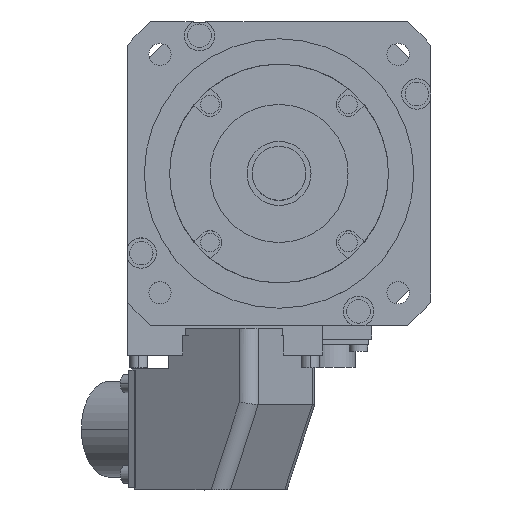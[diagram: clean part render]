
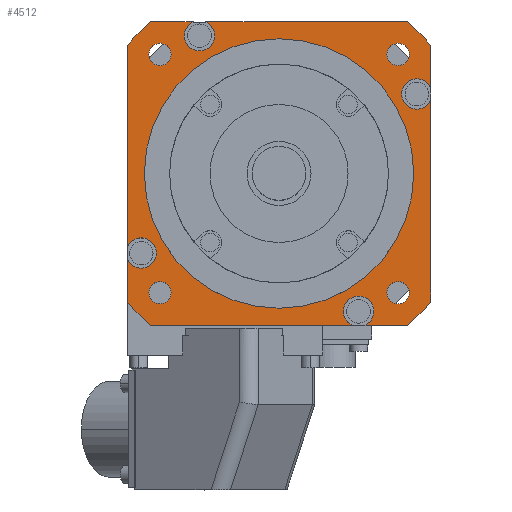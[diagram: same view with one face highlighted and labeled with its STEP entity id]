
A CAD part, top view. The second image highlights one B-rep face of the part: STEP entity #4512.
In plain terms, the highlighted planar face has unit normal (0, 0, 1).
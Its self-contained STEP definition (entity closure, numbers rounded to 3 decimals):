
#22=CARTESIAN_POINT('',(-40.92,-23.625,0.));
#23=DIRECTION('',(0.,0.,1.));
#24=DIRECTION('',(-0.907,-0.422,0.));
#25=AXIS2_PLACEMENT_3D('',#22,#23,#24);
#27=CARTESIAN_POINT('',(0.,0.,0.));
#28=DIRECTION('',(0.,0.,-1.));
#29=DIRECTION('',(-0.763,0.647,0.));
#30=AXIS2_PLACEMENT_3D('',#27,#28,#29);
#32=CARTESIAN_POINT('',(-23.625,40.92,0.));
#33=DIRECTION('',(0.,0.,1.));
#34=DIRECTION('',(-0.422,0.907,0.));
#35=AXIS2_PLACEMENT_3D('',#32,#33,#34);
#37=CARTESIAN_POINT('',(0.,0.,0.));
#38=DIRECTION('',(0.,0.,-1.));
#39=DIRECTION('',(0.647,0.763,0.));
#40=AXIS2_PLACEMENT_3D('',#37,#38,#39);
#42=CARTESIAN_POINT('',(40.92,23.625,0.));
#43=DIRECTION('',(0.,0.,1.));
#44=DIRECTION('',(0.907,0.422,0.));
#45=AXIS2_PLACEMENT_3D('',#42,#43,#44);
#47=CARTESIAN_POINT('',(0.,0.,0.));
#48=DIRECTION('',(0.,0.,-1.));
#49=DIRECTION('',(0.763,-0.647,0.));
#50=AXIS2_PLACEMENT_3D('',#47,#48,#49);
#52=CARTESIAN_POINT('',(23.625,-40.92,0.));
#53=DIRECTION('',(0.,0.,1.));
#54=DIRECTION('',(0.422,-0.907,0.));
#55=AXIS2_PLACEMENT_3D('',#52,#53,#54);
#57=CARTESIAN_POINT('',(0.,0.,0.));
#58=DIRECTION('',(0.,0.,-1.));
#59=DIRECTION('',(-0.647,-0.763,0.));
#60=AXIS2_PLACEMENT_3D('',#57,#58,#59);
#62=CARTESIAN_POINT('',(0.,0.,0.));
#63=DIRECTION('',(0.,0.,1.));
#64=DIRECTION('',(-1.,0.,0.));
#65=AXIS2_PLACEMENT_3D('',#62,#63,#64);
#67=CARTESIAN_POINT('',(0.,0.,0.));
#68=DIRECTION('',(0.,0.,1.));
#69=DIRECTION('',(1.,0.,0.));
#70=AXIS2_PLACEMENT_3D('',#67,#68,#69);
#72=CARTESIAN_POINT('',(-35.355,35.355,0.));
#73=DIRECTION('',(0.,0.,1.));
#74=DIRECTION('',(1.,0.,0.));
#75=AXIS2_PLACEMENT_3D('',#72,#73,#74);
#77=CARTESIAN_POINT('',(-35.355,35.355,0.));
#78=DIRECTION('',(0.,0.,1.));
#79=DIRECTION('',(-1.,0.,0.));
#80=AXIS2_PLACEMENT_3D('',#77,#78,#79);
#82=CARTESIAN_POINT('',(-35.355,-35.355,0.));
#83=DIRECTION('',(0.,0.,1.));
#84=DIRECTION('',(0.,1.,0.));
#85=AXIS2_PLACEMENT_3D('',#82,#83,#84);
#87=CARTESIAN_POINT('',(-35.355,-35.355,0.));
#88=DIRECTION('',(0.,0.,1.));
#89=DIRECTION('',(0.,-1.,0.));
#90=AXIS2_PLACEMENT_3D('',#87,#88,#89);
#92=CARTESIAN_POINT('',(35.355,-35.355,0.));
#93=DIRECTION('',(0.,0.,1.));
#94=DIRECTION('',(-1.,0.,0.));
#95=AXIS2_PLACEMENT_3D('',#92,#93,#94);
#97=CARTESIAN_POINT('',(35.355,-35.355,0.));
#98=DIRECTION('',(0.,0.,1.));
#99=DIRECTION('',(1.,0.,0.));
#100=AXIS2_PLACEMENT_3D('',#97,#98,#99);
#102=CARTESIAN_POINT('',(35.355,35.355,0.));
#103=DIRECTION('',(0.,0.,1.));
#104=DIRECTION('',(0.,-1.,0.));
#105=AXIS2_PLACEMENT_3D('',#102,#103,#104);
#107=CARTESIAN_POINT('',(35.355,35.355,0.));
#108=DIRECTION('',(0.,0.,1.));
#109=DIRECTION('',(0.,1.,0.));
#110=AXIS2_PLACEMENT_3D('',#107,#108,#109);
#124=DIRECTION('',(0.,-1.,0.));
#125=VECTOR('',#124,59.884);
#126=CARTESIAN_POINT('',(-45.,38.158,0.));
#127=LINE('',#126,#125);
#136=DIRECTION('',(0.,-1.,0.));
#137=VECTOR('',#136,12.634);
#138=CARTESIAN_POINT('',(-45.,-25.523,0.));
#139=LINE('',#138,#137);
#2011=DIRECTION('',(1.,0.,0.));
#2012=VECTOR('',#2011,59.884);
#2013=CARTESIAN_POINT('',(-38.158,-45.,0.));
#2014=LINE('',#2013,#2012);
#2015=DIRECTION('',(1.,0.,0.));
#2016=VECTOR('',#2015,12.634);
#2017=CARTESIAN_POINT('',(25.523,-45.,0.));
#2018=LINE('',#2017,#2016);
#2047=DIRECTION('',(0.,1.,0.));
#2048=VECTOR('',#2047,59.884);
#2049=CARTESIAN_POINT('',(45.,-38.158,0.));
#2050=LINE('',#2049,#2048);
#2051=DIRECTION('',(0.,1.,0.));
#2052=VECTOR('',#2051,12.634);
#2053=CARTESIAN_POINT('',(45.,25.523,0.));
#2054=LINE('',#2053,#2052);
#2366=DIRECTION('',(-1.,0.,0.));
#2367=VECTOR('',#2366,59.884);
#2368=CARTESIAN_POINT('',(38.158,45.,0.));
#2369=LINE('',#2368,#2367);
#2370=DIRECTION('',(-1.,0.,0.));
#2371=VECTOR('',#2370,12.634);
#2372=CARTESIAN_POINT('',(-25.523,45.,0.));
#2373=LINE('',#2372,#2371);
#3410=CARTESIAN_POINT('',(-40.,0.,0.));
#3411=CARTESIAN_POINT('',(40.,0.,0.));
#3412=VERTEX_POINT('',#3410);
#3413=VERTEX_POINT('',#3411);
#3414=CARTESIAN_POINT('',(-45.,38.158,0.));
#3415=CARTESIAN_POINT('',(-45.,-21.727,0.));
#3416=VERTEX_POINT('',#3414);
#3417=VERTEX_POINT('',#3415);
#3418=CARTESIAN_POINT('',(-38.158,45.,0.));
#3419=VERTEX_POINT('',#3418);
#3420=CARTESIAN_POINT('',(-25.523,45.,0.));
#3421=VERTEX_POINT('',#3420);
#3422=CARTESIAN_POINT('',(38.158,45.,0.));
#3423=CARTESIAN_POINT('',(-21.727,45.,0.));
#3424=VERTEX_POINT('',#3422);
#3425=VERTEX_POINT('',#3423);
#3426=CARTESIAN_POINT('',(45.,38.158,0.));
#3427=VERTEX_POINT('',#3426);
#3428=CARTESIAN_POINT('',(45.,25.523,0.));
#3429=VERTEX_POINT('',#3428);
#3430=CARTESIAN_POINT('',(45.,-38.158,0.));
#3431=CARTESIAN_POINT('',(45.,21.727,0.));
#3432=VERTEX_POINT('',#3430);
#3433=VERTEX_POINT('',#3431);
#3434=CARTESIAN_POINT('',(38.158,-45.,0.));
#3435=VERTEX_POINT('',#3434);
#3436=CARTESIAN_POINT('',(25.523,-45.,0.));
#3437=VERTEX_POINT('',#3436);
#3438=CARTESIAN_POINT('',(-38.158,-45.,0.));
#3439=CARTESIAN_POINT('',(21.727,-45.,0.));
#3440=VERTEX_POINT('',#3438);
#3441=VERTEX_POINT('',#3439);
#3442=CARTESIAN_POINT('',(-45.,-38.158,0.));
#3443=VERTEX_POINT('',#3442);
#3444=CARTESIAN_POINT('',(-45.,-25.523,0.));
#3445=VERTEX_POINT('',#3444);
#3446=CARTESIAN_POINT('',(-32.055,35.355,0.));
#3447=CARTESIAN_POINT('',(-38.655,35.355,0.));
#3448=VERTEX_POINT('',#3446);
#3449=VERTEX_POINT('',#3447);
#3450=CARTESIAN_POINT('',(-35.355,-32.055,0.));
#3451=CARTESIAN_POINT('',(-35.355,-38.655,0.));
#3452=VERTEX_POINT('',#3450);
#3453=VERTEX_POINT('',#3451);
#3454=CARTESIAN_POINT('',(32.055,-35.355,0.));
#3455=CARTESIAN_POINT('',(38.655,-35.355,0.));
#3456=VERTEX_POINT('',#3454);
#3457=VERTEX_POINT('',#3455);
#3458=CARTESIAN_POINT('',(35.355,32.055,0.));
#3459=CARTESIAN_POINT('',(35.355,38.655,0.));
#3460=VERTEX_POINT('',#3458);
#3461=VERTEX_POINT('',#3459);
#4444=CARTESIAN_POINT('',(0.,0.,0.));
#4445=DIRECTION('',(0.,0.,1.));
#4446=DIRECTION('',(-1.,0.,0.));
#4447=AXIS2_PLACEMENT_3D('',#4444,#4445,#4446);
#4448=PLANE('',#4447);
#4450=ORIENTED_EDGE('',*,*,#4449,.T.);
#4452=ORIENTED_EDGE('',*,*,#4451,.F.);
#4454=ORIENTED_EDGE('',*,*,#4453,.T.);
#4456=ORIENTED_EDGE('',*,*,#4455,.F.);
#4458=ORIENTED_EDGE('',*,*,#4457,.T.);
#4460=ORIENTED_EDGE('',*,*,#4459,.F.);
#4462=ORIENTED_EDGE('',*,*,#4461,.T.);
#4464=ORIENTED_EDGE('',*,*,#4463,.F.);
#4466=ORIENTED_EDGE('',*,*,#4465,.T.);
#4468=ORIENTED_EDGE('',*,*,#4467,.F.);
#4470=ORIENTED_EDGE('',*,*,#4469,.T.);
#4472=ORIENTED_EDGE('',*,*,#4471,.F.);
#4474=ORIENTED_EDGE('',*,*,#4473,.T.);
#4476=ORIENTED_EDGE('',*,*,#4475,.F.);
#4478=ORIENTED_EDGE('',*,*,#4477,.T.);
#4480=ORIENTED_EDGE('',*,*,#4479,.F.);
#4481=EDGE_LOOP('',(#4450,#4452,#4454,#4456,#4458,#4460,#4462,#4464,#4466,#4468,
#4470,#4472,#4474,#4476,#4478,#4480));
#4482=FACE_OUTER_BOUND('',#4481,.F.);
#4483=ORIENTED_EDGE('',*,*,#4434,.T.);
#4485=ORIENTED_EDGE('',*,*,#4484,.T.);
#4486=EDGE_LOOP('',(#4483,#4485));
#4487=FACE_BOUND('',#4486,.F.);
#4489=ORIENTED_EDGE('',*,*,#4488,.T.);
#4491=ORIENTED_EDGE('',*,*,#4490,.T.);
#4492=EDGE_LOOP('',(#4489,#4491));
#4493=FACE_BOUND('',#4492,.F.);
#4495=ORIENTED_EDGE('',*,*,#4494,.T.);
#4497=ORIENTED_EDGE('',*,*,#4496,.T.);
#4498=EDGE_LOOP('',(#4495,#4497));
#4499=FACE_BOUND('',#4498,.F.);
#4501=ORIENTED_EDGE('',*,*,#4500,.T.);
#4503=ORIENTED_EDGE('',*,*,#4502,.T.);
#4504=EDGE_LOOP('',(#4501,#4503));
#4505=FACE_BOUND('',#4504,.F.);
#4507=ORIENTED_EDGE('',*,*,#4506,.T.);
#4509=ORIENTED_EDGE('',*,*,#4508,.T.);
#4510=EDGE_LOOP('',(#4507,#4509));
#4511=FACE_BOUND('',#4510,.F.);
#4512=ADVANCED_FACE('',(#4482,#4487,#4493,#4499,#4505,#4511),#4448,.T.);
#26=CIRCLE('',#25,4.5);
#31=CIRCLE('',#30,59.);
#36=CIRCLE('',#35,4.5);
#41=CIRCLE('',#40,59.);
#46=CIRCLE('',#45,4.5);
#51=CIRCLE('',#50,59.);
#56=CIRCLE('',#55,4.5);
#61=CIRCLE('',#60,59.);
#66=CIRCLE('',#65,40.);
#71=CIRCLE('',#70,40.);
#76=CIRCLE('',#75,3.3);
#81=CIRCLE('',#80,3.3);
#86=CIRCLE('',#85,3.3);
#91=CIRCLE('',#90,3.3);
#96=CIRCLE('',#95,3.3);
#101=CIRCLE('',#100,3.3);
#106=CIRCLE('',#105,3.3);
#111=CIRCLE('',#110,3.3);
#4434=EDGE_CURVE('',#3412,#3413,#66,.T.);
#4449=EDGE_CURVE('',#3445,#3417,#26,.T.);
#4451=EDGE_CURVE('',#3416,#3417,#127,.T.);
#4453=EDGE_CURVE('',#3416,#3419,#31,.T.);
#4455=EDGE_CURVE('',#3421,#3419,#2373,.T.);
#4457=EDGE_CURVE('',#3421,#3425,#36,.T.);
#4459=EDGE_CURVE('',#3424,#3425,#2369,.T.);
#4461=EDGE_CURVE('',#3424,#3427,#41,.T.);
#4463=EDGE_CURVE('',#3429,#3427,#2054,.T.);
#4465=EDGE_CURVE('',#3429,#3433,#46,.T.);
#4467=EDGE_CURVE('',#3432,#3433,#2050,.T.);
#4469=EDGE_CURVE('',#3432,#3435,#51,.T.);
#4471=EDGE_CURVE('',#3437,#3435,#2018,.T.);
#4473=EDGE_CURVE('',#3437,#3441,#56,.T.);
#4475=EDGE_CURVE('',#3440,#3441,#2014,.T.);
#4477=EDGE_CURVE('',#3440,#3443,#61,.T.);
#4479=EDGE_CURVE('',#3445,#3443,#139,.T.);
#4484=EDGE_CURVE('',#3413,#3412,#71,.T.);
#4488=EDGE_CURVE('',#3448,#3449,#76,.T.);
#4490=EDGE_CURVE('',#3449,#3448,#81,.T.);
#4494=EDGE_CURVE('',#3452,#3453,#86,.T.);
#4496=EDGE_CURVE('',#3453,#3452,#91,.T.);
#4500=EDGE_CURVE('',#3456,#3457,#96,.T.);
#4502=EDGE_CURVE('',#3457,#3456,#101,.T.);
#4506=EDGE_CURVE('',#3460,#3461,#106,.T.);
#4508=EDGE_CURVE('',#3461,#3460,#111,.T.);
